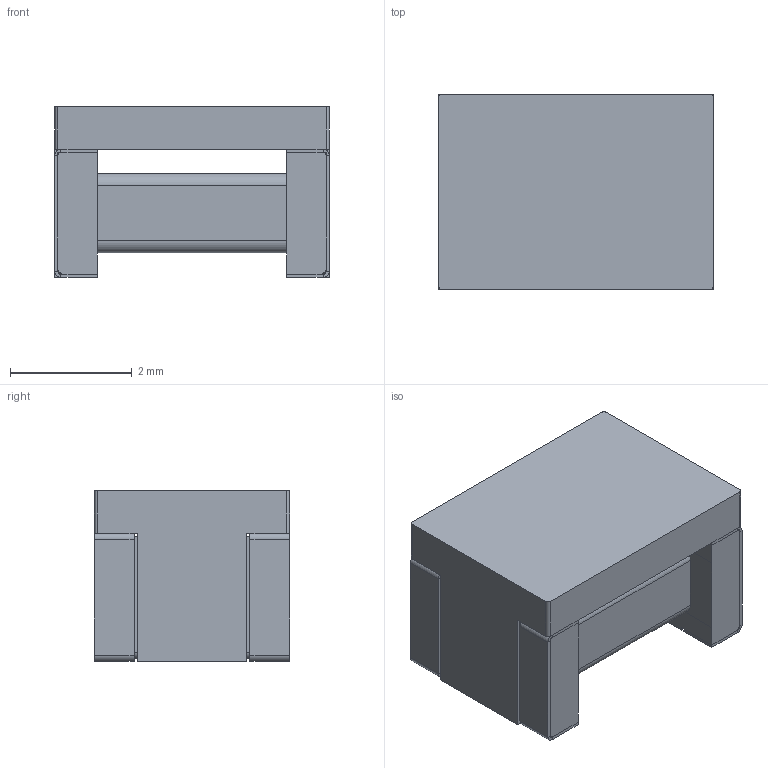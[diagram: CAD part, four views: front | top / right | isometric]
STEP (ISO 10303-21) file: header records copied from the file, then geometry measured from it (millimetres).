
FILE_DESCRIPTION(('FreeCAD Model'),'2;1');
FILE_NAME('L_ACT45B-XXX-2P_common-mode-choke.step', '2017-06-08T16:58:05',('kicad StepUp'),('ksu MCAD'), 'Open CASCADE STEP processor 6.8','FreeCAD','Unknown');
FILE_SCHEMA(('AUTOMOTIVE_DESIGN_CC2 { 1 2 10303 214 -1 1 5 4 }'));
Length unit declared in the file: millimetre
Products named in the file (1): L_ACT45B-XXX-2P_common-mode-choke
Bounding box: 4.5 x 3.2 x 2.8 mm (x, y, z)
Volume: 28.2 mm3; surface area: 90 mm2
Topology: 1 solids, 1 shells, 138 faces, 358 edges, 204 vertices
Faces by surface type: plane 114, cylinder 24
Entity records: 5058 total; most frequent: ORIENTED_EDGE 716, CARTESIAN_POINT 701, DIRECTION 688, EDGE_CURVE 358, LINE 306, VECTOR 306, VERTEX_POINT 204, AXIS2_PLACEMENT_3D 191
